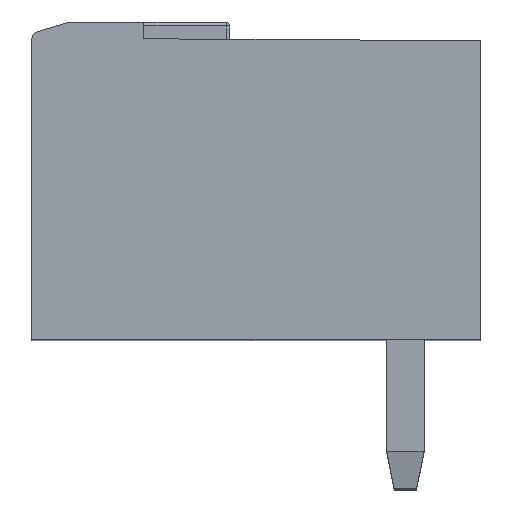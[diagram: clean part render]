
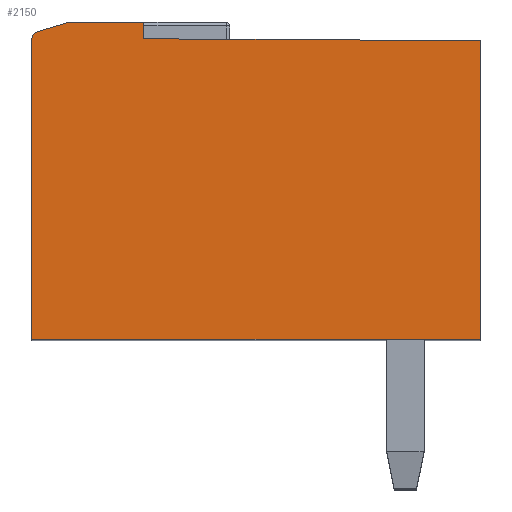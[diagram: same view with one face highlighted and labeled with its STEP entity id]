
A CAD part, top view. The second image highlights one B-rep face of the part: STEP entity #2150.
In plain terms, the highlighted planar face has unit normal (0, 0, 1).
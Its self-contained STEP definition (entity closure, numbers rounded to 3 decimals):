
#27 = CIRCLE ( 'NONE', #2405, 0.2 ) ;
#63 = LINE ( 'NONE', #3891, #3740 ) ;
#275 = ORIENTED_EDGE ( 'NONE', *, *, #714, .F. ) ;
#352 = DIRECTION ( 'NONE',  ( 0., -1., 0. ) ) ;
#377 = AXIS2_PLACEMENT_3D ( 'NONE', #4790, #3820, #5187 ) ;
#714 = EDGE_CURVE ( 'NONE', #5297, #4081, #63, .T. ) ;
#718 = CARTESIAN_POINT ( 'NONE',  ( 11.9, 8.05, 18.58 ) ) ;
#758 = LINE ( 'NONE', #4355, #1650 ) ;
#885 = CARTESIAN_POINT ( 'NONE',  ( 8.9, 0., 18.58 ) ) ;
#907 = ORIENTED_EDGE ( 'NONE', *, *, #5122, .F. ) ;
#1225 = VERTEX_POINT ( 'NONE', #3566 ) ;
#1403 = LINE ( 'NONE', #1459, #4844 ) ;
#1433 = ORIENTED_EDGE ( 'NONE', *, *, #3028, .F. ) ;
#1459 = CARTESIAN_POINT ( 'NONE',  ( 8.9, 8.2, 18.58 ) ) ;
#1500 = VECTOR ( 'NONE', #3717, 1000. ) ;
#1605 = ORIENTED_EDGE ( 'NONE', *, *, #3794, .F. ) ;
#1650 = VECTOR ( 'NONE', #352, 1000. ) ;
#1722 = VERTEX_POINT ( 'NONE', #2980 ) ;
#1938 = VECTOR ( 'NONE', #2192, 1000. ) ;
#1986 = LINE ( 'NONE', #4524, #1500 ) ;
#2108 = FACE_OUTER_BOUND ( 'NONE', #5178, .T. ) ;
#2139 = PLANE ( 'NONE',  #377 ) ;
#2150 = ADVANCED_FACE ( 'NONE', ( #2108 ), #2139, .T. ) ;
#2190 = ORIENTED_EDGE ( 'NONE', *, *, #3514, .F. ) ;
#2192 = DIRECTION ( 'NONE',  ( -1., 0., 0. ) ) ;
#2237 = LINE ( 'NONE', #4673, #3119 ) ;
#2366 = CARTESIAN_POINT ( 'NONE',  ( 9.043, 8.243, 18.58 ) ) ;
#2405 = AXIS2_PLACEMENT_3D ( 'NONE', #2656, #5274, #3108 ) ;
#2521 = VERTEX_POINT ( 'NONE', #4415 ) ;
#2651 = LINE ( 'NONE', #5245, #1938 ) ;
#2656 = CARTESIAN_POINT ( 'NONE',  ( 9.1, 8.051, 18.58 ) ) ;
#2682 = VERTEX_POINT ( 'NONE', #718 ) ;
#2793 = ORIENTED_EDGE ( 'NONE', *, *, #3615, .F. ) ;
#2879 = VERTEX_POINT ( 'NONE', #2366 ) ;
#2974 = ORIENTED_EDGE ( 'NONE', *, *, #4624, .T. ) ;
#2980 = CARTESIAN_POINT ( 'NONE',  ( 20.9, 0., 18.58 ) ) ;
#3028 = EDGE_CURVE ( 'NONE', #2521, #2682, #758, .T. ) ;
#3108 = DIRECTION ( 'NONE',  ( -1., 0., 0. ) ) ;
#3119 = VECTOR ( 'NONE', #3974, 1000. ) ;
#3197 = DIRECTION ( 'NONE',  ( 0.958, 0.287, 0. ) ) ;
#3514 = EDGE_CURVE ( 'NONE', #2682, #1225, #2237, .T. ) ;
#3566 = CARTESIAN_POINT ( 'NONE',  ( 20.9, 8., 18.58 ) ) ;
#3589 = VERTEX_POINT ( 'NONE', #4515 ) ;
#3615 = EDGE_CURVE ( 'NONE', #2879, #3589, #1403, .T. ) ;
#3717 = DIRECTION ( 'NONE',  ( 1., 0., 0. ) ) ;
#3740 = VECTOR ( 'NONE', #5234, 1000. ) ;
#3794 = EDGE_CURVE ( 'NONE', #1722, #5297, #2651, .T. ) ;
#3820 = DIRECTION ( 'NONE',  ( 0., 0., 1. ) ) ;
#3891 = CARTESIAN_POINT ( 'NONE',  ( 8.9, 8.036, 18.58 ) ) ;
#3930 = EDGE_CURVE ( 'NONE', #1225, #1722, #5331, .T. ) ;
#3974 = DIRECTION ( 'NONE',  ( 1., -0.006, 0. ) ) ;
#4081 = VERTEX_POINT ( 'NONE', #5501 ) ;
#4301 = VECTOR ( 'NONE', #4535, 1000. ) ;
#4355 = CARTESIAN_POINT ( 'NONE',  ( 11.9, 8.05, 18.58 ) ) ;
#4415 = CARTESIAN_POINT ( 'NONE',  ( 11.9, 8.5, 18.58 ) ) ;
#4515 = CARTESIAN_POINT ( 'NONE',  ( 9.9, 8.5, 18.58 ) ) ;
#4524 = CARTESIAN_POINT ( 'NONE',  ( 9.1, 8.5, 18.58 ) ) ;
#4535 = DIRECTION ( 'NONE',  ( 0., -1., 0. ) ) ;
#4624 = EDGE_CURVE ( 'NONE', #2879, #4081, #27, .T. ) ;
#4673 = CARTESIAN_POINT ( 'NONE',  ( 11.9, 8.05, 18.58 ) ) ;
#4711 = ORIENTED_EDGE ( 'NONE', *, *, #3930, .F. ) ;
#4790 = CARTESIAN_POINT ( 'NONE',  ( 9.1, 8.036, 18.58 ) ) ;
#4844 = VECTOR ( 'NONE', #3197, 1000. ) ;
#4927 = CARTESIAN_POINT ( 'NONE',  ( 20.9, 8.036, 18.58 ) ) ;
#5122 = EDGE_CURVE ( 'NONE', #3589, #2521, #1986, .T. ) ;
#5178 = EDGE_LOOP ( 'NONE', ( #2190, #1433, #907, #2793, #2974, #275, #1605, #4711 ) ) ;
#5187 = DIRECTION ( 'NONE',  ( -1., 0., 0. ) ) ;
#5234 = DIRECTION ( 'NONE',  ( 0., 1., 0. ) ) ;
#5245 = CARTESIAN_POINT ( 'NONE',  ( 8.9, 0., 18.58 ) ) ;
#5274 = DIRECTION ( 'NONE',  ( 0., 0., 1. ) ) ;
#5297 = VERTEX_POINT ( 'NONE', #885 ) ;
#5331 = LINE ( 'NONE', #4927, #4301 ) ;
#5501 = CARTESIAN_POINT ( 'NONE',  ( 8.9, 8.051, 18.58 ) ) ;
